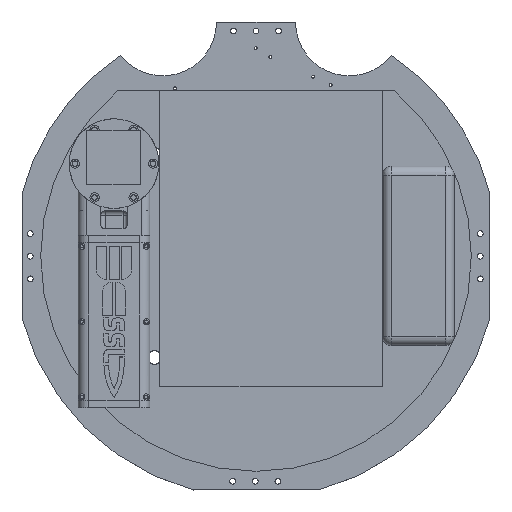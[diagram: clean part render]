
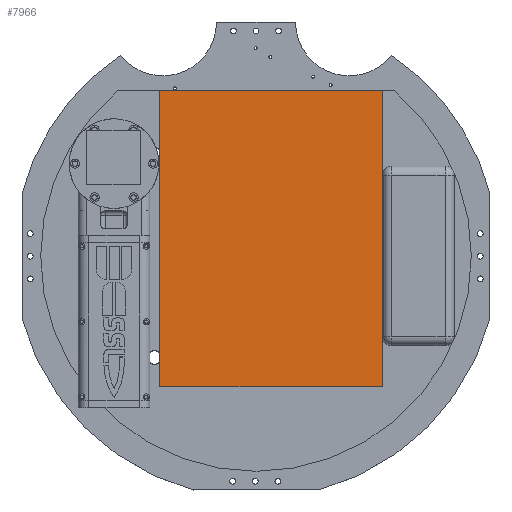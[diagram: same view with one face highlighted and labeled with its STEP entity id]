
A CAD part, top view. The second image highlights one B-rep face of the part: STEP entity #7966.
In plain terms, the highlighted planar face has unit normal (0, 0, 1).
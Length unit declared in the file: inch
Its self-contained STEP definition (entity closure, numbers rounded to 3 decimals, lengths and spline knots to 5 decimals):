
#3781=PLANE('',#22267);
#4521=FACE_OUTER_BOUND('',#10905,.T.);
#5650=LINE('',#33328,#6838);
#5654=LINE('',#33336,#6842);
#5657=LINE('',#33342,#6845);
#5659=LINE('',#33345,#6847);
#6838=VECTOR('',#27472,1.);
#6842=VECTOR('',#27478,1.);
#6845=VECTOR('',#27483,1.);
#6847=VECTOR('',#27487,1.);
#7966=ADVANCED_FACE('',(#4521),#3781,.T.);
#10905=EDGE_LOOP('',(#15188,#15189,#15190,#15191));
#15188=ORIENTED_EDGE('',*,*,#19098,.T.);
#15189=ORIENTED_EDGE('',*,*,#19102,.T.);
#15190=ORIENTED_EDGE('',*,*,#19105,.T.);
#15191=ORIENTED_EDGE('',*,*,#19107,.T.);
#16908=VERTEX_POINT('',#33327);
#16909=VERTEX_POINT('',#33329);
#16911=VERTEX_POINT('',#33335);
#16913=VERTEX_POINT('',#33341);
#19098=EDGE_CURVE('',#16909,#16908,#5650,.T.);
#19102=EDGE_CURVE('',#16908,#16911,#5654,.T.);
#19105=EDGE_CURVE('',#16911,#16913,#5657,.T.);
#19107=EDGE_CURVE('',#16913,#16909,#5659,.T.);
#22267=AXIS2_PLACEMENT_3D('',#33352,#27498,#27499);
#27472=DIRECTION('',(0.,-1.,0.));
#27478=DIRECTION('',(1.,0.,0.));
#27483=DIRECTION('',(0.,1.,0.));
#27487=DIRECTION('',(-1.,0.,0.));
#27498=DIRECTION('',(0.,0.,1.));
#27499=DIRECTION('',(1.,0.,0.));
#33327=CARTESIAN_POINT('',(-5.97656,-2.76172,4.8125));
#33328=CARTESIAN_POINT('',(-5.97656,3.43828,4.8125));
#33329=CARTESIAN_POINT('',(-5.97656,3.43828,4.8125));
#33335=CARTESIAN_POINT('',(2.27344,-2.76172,4.8125));
#33336=CARTESIAN_POINT('',(-5.97656,-2.76172,4.8125));
#33341=CARTESIAN_POINT('',(2.27344,3.43828,4.8125));
#33342=CARTESIAN_POINT('',(2.27344,-2.76172,4.8125));
#33345=CARTESIAN_POINT('',(2.27344,3.43828,4.8125));
#33352=CARTESIAN_POINT('',(0.,0.,4.8125));
